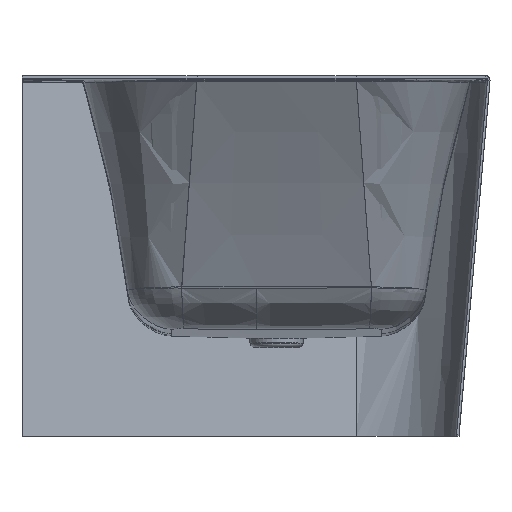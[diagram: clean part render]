
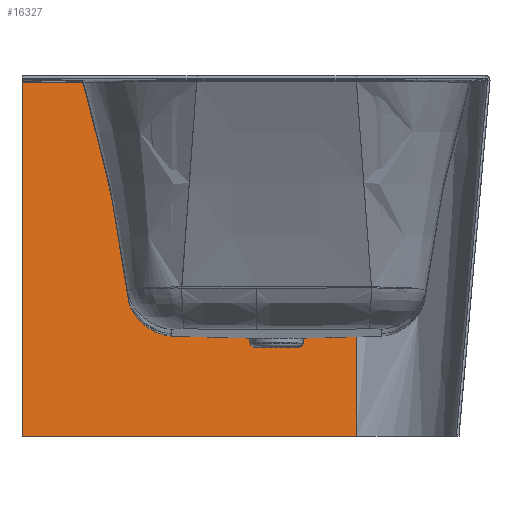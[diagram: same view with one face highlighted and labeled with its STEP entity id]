
A CAD part, top view. The second image highlights one B-rep face of the part: STEP entity #16327.
In plain terms, the highlighted free-form (B-spline) face has degree [3, 3] with [4, 7] control points.
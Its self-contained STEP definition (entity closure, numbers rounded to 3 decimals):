
#4486=CARTESIAN_POINT('',(-94.822,-7.947,
-845.289));
#4487=CARTESIAN_POINT('',(-101.542,-7.958,
-845.288));
#4488=CARTESIAN_POINT('',(-114.826,-7.952,
-845.289));
#4489=CARTESIAN_POINT('',(-134.021,-7.891,
-845.294));
#4490=CARTESIAN_POINT('',(-153.208,-7.801,
-845.302));
#4491=CARTESIAN_POINT('',(-172.43,-7.701,
-845.311));
#4492=CARTESIAN_POINT('',(-191.351,-7.605,
-845.319));
#4493=CARTESIAN_POINT('',(-210.995,-7.517,
-845.327));
#4494=CARTESIAN_POINT('',(-232.654,-7.441,
-845.334));
#4495=CARTESIAN_POINT('',(-256.068,-7.388,
-845.338));
#4496=CARTESIAN_POINT('',(-279.789,-7.361,
-845.341));
#4497=CARTESIAN_POINT('',(-303.122,-7.353,
-845.341));
#4498=CARTESIAN_POINT('',(-326.627,-7.35,
-845.342));
#4499=CARTESIAN_POINT('',(-350.761,-7.332,
-845.343));
#4500=CARTESIAN_POINT('',(-366.893,-7.293,
-845.347));
#4501=CARTESIAN_POINT('',(-375.,-7.262,
-845.349));
#4503=CARTESIAN_POINT('',(32.5,-7.947,
-845.289));
#4504=CARTESIAN_POINT('',(15.653,-7.947,
-845.289));
#4505=CARTESIAN_POINT('',(-16.381,-7.928,
-845.291));
#4506=CARTESIAN_POINT('',(-58.769,-7.912,
-845.292));
#4507=CARTESIAN_POINT('',(-83.464,-7.93,
-845.291));
#4508=CARTESIAN_POINT('',(-94.822,-7.947,
-845.289));
#4510=DIRECTION('',(-1.,0.,0.));
#4511=VECTOR('',#4510,127.5);
#4512=CARTESIAN_POINT('',(160.,-7.947,-845.289));
#4513=LINE('',#4512,#4511);
#4514=DIRECTION('',(-1.,0.,0.));
#4515=VECTOR('',#4514,535.);
#4516=CARTESIAN_POINT('',(160.,-574.651,-795.709));
#4517=LINE('',#4516,#4515);
#4518=DIRECTION('',(0.,0.996,-0.087));
#4519=VECTOR('',#4518,569.557);
#4520=CARTESIAN_POINT('',(-375.,-574.651,
-795.709));
#4521=LINE('',#4520,#4519);
#5628=DIRECTION('',(0.,-0.996,0.087));
#5629=VECTOR('',#5628,568.869);
#5630=CARTESIAN_POINT('',(160.,-7.947,-845.289));
#5631=LINE('',#5630,#5629);
#7342=CARTESIAN_POINT('',(160.,-574.651,-795.709));
#7343=CARTESIAN_POINT('',(-375.,-574.651,
-795.709));
#7344=VERTEX_POINT('',#7342);
#7345=VERTEX_POINT('',#7343);
#7346=VERTEX_POINT('',#4486);
#7347=VERTEX_POINT('',#4501);
#7348=VERTEX_POINT('',#4503);
#7349=CARTESIAN_POINT('',(160.,-7.947,-845.289));
#7350=VERTEX_POINT('',#7349);
#16286=CARTESIAN_POINT('',(165.377,-585.999,
-794.716));
#16287=CARTESIAN_POINT('',(111.642,-585.999,
-794.716));
#16288=CARTESIAN_POINT('',(9.886,-585.999,
-794.716));
#16289=CARTESIAN_POINT('',(-129.768,-585.999,
-794.716));
#16290=CARTESIAN_POINT('',(-259.116,-585.999,
-794.716));
#16291=CARTESIAN_POINT('',(-339.668,-585.999,
-794.716));
#16292=CARTESIAN_POINT('',(-378.966,-585.999,
-794.716));
#16293=CARTESIAN_POINT('',(164.905,-389.304,
-811.925));
#16294=CARTESIAN_POINT('',(115.92,-389.304,
-811.925));
#16295=CARTESIAN_POINT('',(21.132,-389.304,
-811.925));
#16296=CARTESIAN_POINT('',(-115.143,-389.304,
-811.925));
#16297=CARTESIAN_POINT('',(-247.875,-389.304,
-811.925));
#16298=CARTESIAN_POINT('',(-335.392,-389.304,
-811.925));
#16299=CARTESIAN_POINT('',(-379.441,-389.304,
-811.925));
#16300=CARTESIAN_POINT('',(164.434,-192.609,
-829.134));
#16301=CARTESIAN_POINT('',(120.198,-192.609,
-829.134));
#16302=CARTESIAN_POINT('',(32.377,-192.609,
-829.134));
#16303=CARTESIAN_POINT('',(-100.518,-192.609,
-829.134));
#16304=CARTESIAN_POINT('',(-236.634,-192.609,
-829.134));
#16305=CARTESIAN_POINT('',(-331.117,-192.609,
-829.134));
#16306=CARTESIAN_POINT('',(-379.916,-192.609,
-829.134));
#16307=CARTESIAN_POINT('',(163.962,4.086,
-846.342));
#16308=CARTESIAN_POINT('',(124.476,4.086,
-846.342));
#16309=CARTESIAN_POINT('',(43.622,4.086,
-846.342));
#16310=CARTESIAN_POINT('',(-85.893,4.086,
-846.342));
#16311=CARTESIAN_POINT('',(-225.393,4.086,
-846.342));
#16312=CARTESIAN_POINT('',(-326.841,4.086,
-846.342));
#16313=CARTESIAN_POINT('',(-380.39,4.086,
-846.342));
#16314=B_SPLINE_SURFACE_WITH_KNOTS('',3,3,((#16286,#16287,#16288,#16289,#16290,
#16291,#16292),(#16293,#16294,#16295,#16296,#16297,#16298,#16299),(#16300,
#16301,#16302,#16303,#16304,#16305,#16306),(#16307,#16308,#16309,#16310,#16311,
#16312,#16313)),.UNSPECIFIED.,.F.,.F.,.F.,(4,4),(4,1,1,1,4),(-0.02,
1.007),(-0.009,0.25,0.5,0.75,1.009),
.UNSPECIFIED.);
#16315=ORIENTED_EDGE('',*,*,#16276,.F.);
#16317=ORIENTED_EDGE('',*,*,#16316,.F.);
#16319=ORIENTED_EDGE('',*,*,#16318,.F.);
#16321=ORIENTED_EDGE('',*,*,#16320,.T.);
#16323=ORIENTED_EDGE('',*,*,#16322,.T.);
#16324=ORIENTED_EDGE('',*,*,#16079,.T.);
#16325=EDGE_LOOP('',(#16315,#16317,#16319,#16321,#16323,#16324));
#16326=FACE_OUTER_BOUND('',#16325,.F.);
#4502=B_SPLINE_CURVE_WITH_KNOTS('',3,(#4486,#4487,#4488,#4489,#4490,#4491,#4492,
#4493,#4494,#4495,#4496,#4497,#4498,#4499,#4500,#4501),.UNSPECIFIED.,.F.,.F.,(4,
1,1,1,1,1,1,1,1,1,1,1,1,4),(0.,0.077,0.154,
0.231,0.308,0.385,0.462,
0.538,0.615,0.692,0.769,
0.846,0.923,1.),.UNSPECIFIED.);
#4509=B_SPLINE_CURVE_WITH_KNOTS('',3,(#4503,#4504,#4505,#4506,#4507,#4508),
.UNSPECIFIED.,.F.,.F.,(4,1,1,4),(0.,0.333,0.667,1.),
.UNSPECIFIED.);
#16079=EDGE_CURVE('',#7345,#7347,#4521,.T.);
#16276=EDGE_CURVE('',#7346,#7347,#4502,.T.);
#16316=EDGE_CURVE('',#7348,#7346,#4509,.T.);
#16318=EDGE_CURVE('',#7350,#7348,#4513,.T.);
#16320=EDGE_CURVE('',#7350,#7344,#5631,.T.);
#16322=EDGE_CURVE('',#7344,#7345,#4517,.T.);
#16327=ADVANCED_FACE('',(#16326),#16314,.T.);
